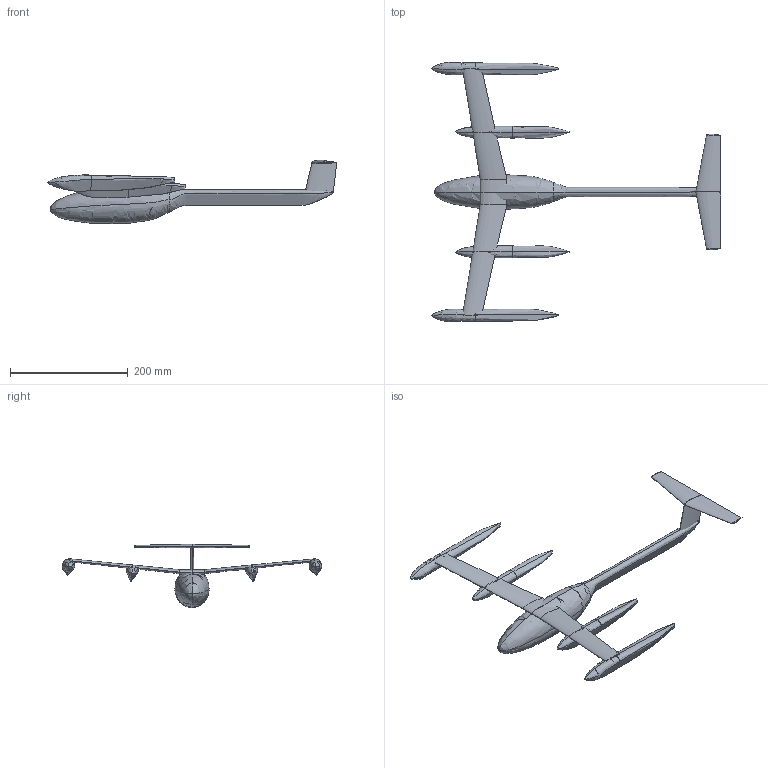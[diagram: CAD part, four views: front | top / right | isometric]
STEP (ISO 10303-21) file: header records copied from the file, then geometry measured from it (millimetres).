
FILE_DESCRIPTION((''),'1');
FILE_NAME('outfile.stp','2021-07-20T16:43:59',(''),(''),'','','');
FILE_SCHEMA(('CONFIG_CONTROL_DESIGN'));
Length unit declared in the file: millimetre
Bounding box: 490.67 x 439.4 x 107.66 mm (x, y, z)
Surface area: 151838.9 mm2 (no closed solid volume)
Topology: 0 solids, 0 shells, 78 faces, 312 edges, 248 vertices
Faces by surface type: bspline 78
Entity records: 30096 total; most frequent: CARTESIAN_POINT 29943, B_SPLINE_SURFACE_WITH_KNOTS 78, GEOMETRIC_SET 10, GEOMETRICALLY_BOUNDED_SURFACE_SHAPE_REPRESENTATION 10, SHAPE_REPRESENTATION_RELATIONSHIP 10, PERSON_AND_ORGANIZATION_ROLE 4, CC_DESIGN_PERSON_AND_ORGANIZATION_ASSIGNMENT 4, DIRECTION 2
